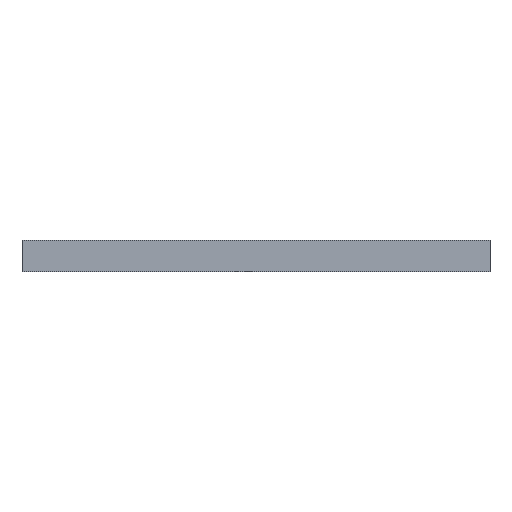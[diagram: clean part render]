
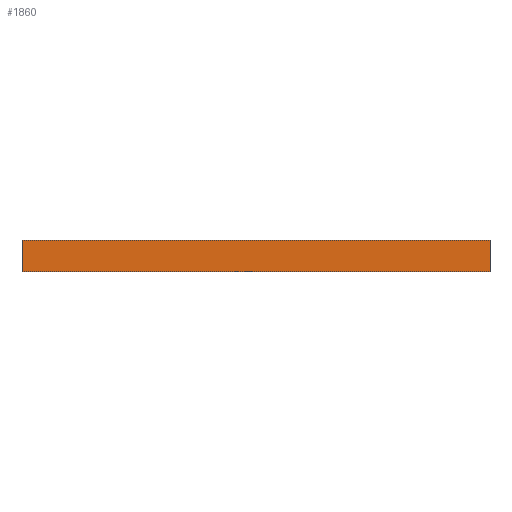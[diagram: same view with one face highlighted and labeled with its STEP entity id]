
A CAD part, front view. The second image highlights one B-rep face of the part: STEP entity #1860.
In plain terms, the highlighted planar face has unit normal (0, -1, 0).
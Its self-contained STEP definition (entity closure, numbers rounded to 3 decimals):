
#34 = CARTESIAN_POINT ( 'NONE',  ( 90., -180., 12. ) ) ;
#119 = CARTESIAN_POINT ( 'NONE',  ( 90., -180., 12. ) ) ;
#132 = FACE_OUTER_BOUND ( 'NONE', #2310, .T. ) ;
#221 = CARTESIAN_POINT ( 'NONE',  ( 90., -180., 12. ) ) ;
#334 = CARTESIAN_POINT ( 'NONE',  ( 90., -180., 0. ) ) ;
#631 = DIRECTION ( 'NONE',  ( 1., 0., 0. ) ) ;
#676 = EDGE_CURVE ( 'NONE', #786, #1353, #1036, .T. ) ;
#693 = VERTEX_POINT ( 'NONE', #334 ) ;
#786 = VERTEX_POINT ( 'NONE', #1872 ) ;
#804 = CARTESIAN_POINT ( 'NONE',  ( 90., -180., 12. ) ) ;
#833 = DIRECTION ( 'NONE',  ( 0., 0., -1. ) ) ;
#871 = VECTOR ( 'NONE', #1535, 1000. ) ;
#964 = VECTOR ( 'NONE', #833, 1000. ) ;
#1001 = LINE ( 'NONE', #2545, #871 ) ;
#1036 = LINE ( 'NONE', #221, #1889 ) ;
#1149 = VECTOR ( 'NONE', #2522, 1000. ) ;
#1165 = EDGE_CURVE ( 'NONE', #786, #1990, #1516, .T. ) ;
#1208 = LINE ( 'NONE', #804, #964 ) ;
#1226 = CARTESIAN_POINT ( 'NONE',  ( -90., -180., 0. ) ) ;
#1243 = ORIENTED_EDGE ( 'NONE', *, *, #1165, .T. ) ;
#1353 = VERTEX_POINT ( 'NONE', #34 ) ;
#1354 = ORIENTED_EDGE ( 'NONE', *, *, #676, .F. ) ;
#1389 = ORIENTED_EDGE ( 'NONE', *, *, #1659, .T. ) ;
#1516 = LINE ( 'NONE', #1939, #1149 ) ;
#1535 = DIRECTION ( 'NONE',  ( 1., 0., 0. ) ) ;
#1659 = EDGE_CURVE ( 'NONE', #1990, #693, #1001, .T. ) ;
#1778 = AXIS2_PLACEMENT_3D ( 'NONE', #119, #2284, #2489 ) ;
#1860 = ADVANCED_FACE ( 'NONE', ( #132 ), #1875, .F. ) ;
#1872 = CARTESIAN_POINT ( 'NONE',  ( -90., -180., 12. ) ) ;
#1875 = PLANE ( 'NONE',  #1778 ) ;
#1889 = VECTOR ( 'NONE', #631, 1000. ) ;
#1939 = CARTESIAN_POINT ( 'NONE',  ( -90., -180., 12. ) ) ;
#1990 = VERTEX_POINT ( 'NONE', #1226 ) ;
#2284 = DIRECTION ( 'NONE',  ( 0., 1., 0. ) ) ;
#2310 = EDGE_LOOP ( 'NONE', ( #1389, #2394, #1354, #1243 ) ) ;
#2394 = ORIENTED_EDGE ( 'NONE', *, *, #2550, .F. ) ;
#2489 = DIRECTION ( 'NONE',  ( -1., 0., 0. ) ) ;
#2522 = DIRECTION ( 'NONE',  ( 0., 0., -1. ) ) ;
#2545 = CARTESIAN_POINT ( 'NONE',  ( 90., -180., 0. ) ) ;
#2550 = EDGE_CURVE ( 'NONE', #1353, #693, #1208, .T. ) ;
